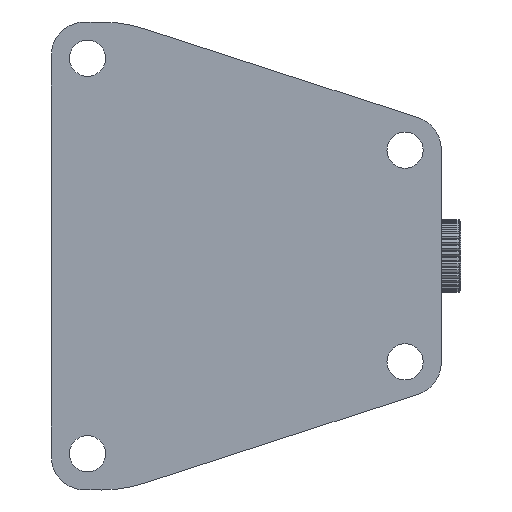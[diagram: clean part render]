
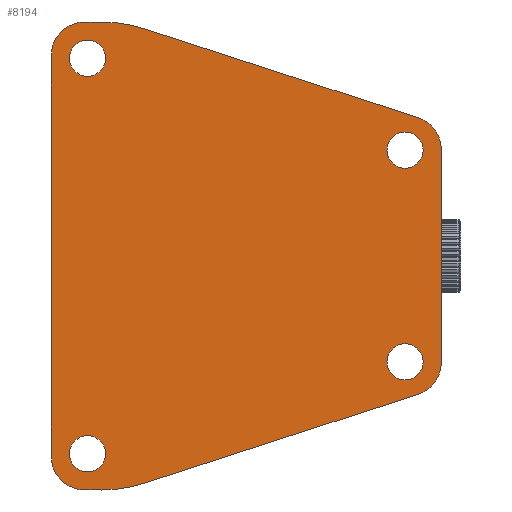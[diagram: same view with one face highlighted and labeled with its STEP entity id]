
A CAD part, left-side view. The second image highlights one B-rep face of the part: STEP entity #8194.
In plain terms, the highlighted planar face has unit normal (-1, 0, 0).
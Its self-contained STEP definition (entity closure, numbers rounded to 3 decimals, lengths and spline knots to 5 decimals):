
#45=FACE_BOUND('',#1615,.T.);
#46=FACE_BOUND('',#1616,.T.);
#47=FACE_BOUND('',#1617,.T.);
#48=FACE_BOUND('',#1618,.T.);
#302=CIRCLE('',#8753,0.00325);
#303=CIRCLE('',#8754,0.00325);
#304=CIRCLE('',#8756,0.006);
#305=CIRCLE('',#8757,0.025);
#306=CIRCLE('',#8758,0.006);
#307=CIRCLE('',#8759,0.006);
#308=CIRCLE('',#8760,0.025);
#309=CIRCLE('',#8761,0.006);
#310=CIRCLE('',#8762,0.00325);
#311=CIRCLE('',#8763,0.00325);
#312=CIRCLE('',#8764,0.00325);
#313=CIRCLE('',#8765,0.00325);
#314=CIRCLE('',#8766,0.00325);
#315=CIRCLE('',#8767,0.00325);
#1108=FACE_OUTER_BOUND('',#1614,.T.);
#1614=EDGE_LOOP('',(#5206,#5207,#5208,#5209,#5210,#5211,#5212,#5213,#5214,
#5215,#5216,#5217,#5218,#5219));
#1615=EDGE_LOOP('',(#5220,#5221));
#1616=EDGE_LOOP('',(#5222,#5223));
#1617=EDGE_LOOP('',(#5224,#5225));
#1618=EDGE_LOOP('',(#5226,#5227));
#2209=LINE('',#21668,#2655);
#2210=LINE('',#21670,#2656);
#2211=LINE('',#21674,#2657);
#2212=LINE('',#21678,#2658);
#2213=LINE('',#21682,#2659);
#2214=LINE('',#21686,#2660);
#2215=LINE('',#21690,#2661);
#2216=LINE('',#21693,#2662);
#2655=VECTOR('',#9733,1.);
#2656=VECTOR('',#9734,1.);
#2657=VECTOR('',#9737,1.);
#2658=VECTOR('',#9740,1.);
#2659=VECTOR('',#9743,1.);
#2660=VECTOR('',#9746,1.);
#2661=VECTOR('',#9749,1.);
#2662=VECTOR('',#9752,1.);
#3191=VERTEX_POINT('',#21660);
#3192=VERTEX_POINT('',#21661);
#3193=VERTEX_POINT('',#21666);
#3194=VERTEX_POINT('',#21667);
#3195=VERTEX_POINT('',#21669);
#3196=VERTEX_POINT('',#21671);
#3197=VERTEX_POINT('',#21673);
#3198=VERTEX_POINT('',#21675);
#3199=VERTEX_POINT('',#21677);
#3200=VERTEX_POINT('',#21679);
#3201=VERTEX_POINT('',#21681);
#3202=VERTEX_POINT('',#21683);
#3203=VERTEX_POINT('',#21685);
#3204=VERTEX_POINT('',#21687);
#3205=VERTEX_POINT('',#21689);
#3206=VERTEX_POINT('',#21691);
#3207=VERTEX_POINT('',#21694);
#3208=VERTEX_POINT('',#21695);
#3209=VERTEX_POINT('',#21698);
#3210=VERTEX_POINT('',#21699);
#3211=VERTEX_POINT('',#21702);
#3212=VERTEX_POINT('',#21703);
#3955=EDGE_CURVE('',#3191,#3192,#302,.T.);
#3957=EDGE_CURVE('',#3192,#3191,#303,.T.);
#3958=EDGE_CURVE('',#3193,#3194,#2209,.T.);
#3959=EDGE_CURVE('',#3195,#3194,#2210,.T.);
#3960=EDGE_CURVE('',#3196,#3195,#304,.T.);
#3961=EDGE_CURVE('',#3197,#3196,#2211,.T.);
#3962=EDGE_CURVE('',#3198,#3197,#305,.T.);
#3963=EDGE_CURVE('',#3199,#3198,#2212,.T.);
#3964=EDGE_CURVE('',#3200,#3199,#306,.T.);
#3965=EDGE_CURVE('',#3201,#3200,#2213,.T.);
#3966=EDGE_CURVE('',#3201,#3202,#307,.T.);
#3967=EDGE_CURVE('',#3202,#3203,#2214,.T.);
#3968=EDGE_CURVE('',#3203,#3204,#308,.T.);
#3969=EDGE_CURVE('',#3204,#3205,#2215,.T.);
#3970=EDGE_CURVE('',#3205,#3206,#309,.T.);
#3971=EDGE_CURVE('',#3206,#3193,#2216,.T.);
#3972=EDGE_CURVE('',#3207,#3208,#310,.T.);
#3973=EDGE_CURVE('',#3208,#3207,#311,.T.);
#3974=EDGE_CURVE('',#3209,#3210,#312,.T.);
#3975=EDGE_CURVE('',#3210,#3209,#313,.T.);
#3976=EDGE_CURVE('',#3211,#3212,#314,.T.);
#3977=EDGE_CURVE('',#3212,#3211,#315,.T.);
#5206=ORIENTED_EDGE('',*,*,#3958,.T.);
#5207=ORIENTED_EDGE('',*,*,#3959,.F.);
#5208=ORIENTED_EDGE('',*,*,#3960,.F.);
#5209=ORIENTED_EDGE('',*,*,#3961,.F.);
#5210=ORIENTED_EDGE('',*,*,#3962,.F.);
#5211=ORIENTED_EDGE('',*,*,#3963,.F.);
#5212=ORIENTED_EDGE('',*,*,#3964,.F.);
#5213=ORIENTED_EDGE('',*,*,#3965,.F.);
#5214=ORIENTED_EDGE('',*,*,#3966,.T.);
#5215=ORIENTED_EDGE('',*,*,#3967,.T.);
#5216=ORIENTED_EDGE('',*,*,#3968,.T.);
#5217=ORIENTED_EDGE('',*,*,#3969,.T.);
#5218=ORIENTED_EDGE('',*,*,#3970,.T.);
#5219=ORIENTED_EDGE('',*,*,#3971,.T.);
#5220=ORIENTED_EDGE('',*,*,#3972,.F.);
#5221=ORIENTED_EDGE('',*,*,#3973,.F.);
#5222=ORIENTED_EDGE('',*,*,#3955,.F.);
#5223=ORIENTED_EDGE('',*,*,#3957,.F.);
#5224=ORIENTED_EDGE('',*,*,#3974,.T.);
#5225=ORIENTED_EDGE('',*,*,#3975,.T.);
#5226=ORIENTED_EDGE('',*,*,#3976,.T.);
#5227=ORIENTED_EDGE('',*,*,#3977,.T.);
#7483=PLANE('',#8755);
#8194=ADVANCED_FACE('',(#1108,#45,#46,#47,#48),#7483,.F.);
#8753=AXIS2_PLACEMENT_3D('',#21662,#9726,#9727);
#8754=AXIS2_PLACEMENT_3D('',#21664,#9729,#9730);
#8755=AXIS2_PLACEMENT_3D('',#21665,#9731,#9732);
#8756=AXIS2_PLACEMENT_3D('',#21672,#9735,#9736);
#8757=AXIS2_PLACEMENT_3D('',#21676,#9738,#9739);
#8758=AXIS2_PLACEMENT_3D('',#21680,#9741,#9742);
#8759=AXIS2_PLACEMENT_3D('',#21684,#9744,#9745);
#8760=AXIS2_PLACEMENT_3D('',#21688,#9747,#9748);
#8761=AXIS2_PLACEMENT_3D('',#21692,#9750,#9751);
#8762=AXIS2_PLACEMENT_3D('',#21696,#9753,#9754);
#8763=AXIS2_PLACEMENT_3D('',#21697,#9755,#9756);
#8764=AXIS2_PLACEMENT_3D('',#21700,#9757,#9758);
#8765=AXIS2_PLACEMENT_3D('',#21701,#9759,#9760);
#8766=AXIS2_PLACEMENT_3D('',#21704,#9761,#9762);
#8767=AXIS2_PLACEMENT_3D('',#21705,#9763,#9764);
#9726=DIRECTION('center_axis',(-1.,0.,0.));
#9727=DIRECTION('ref_axis',(0.,-1.,0.));
#9729=DIRECTION('center_axis',(-1.,0.,0.));
#9730=DIRECTION('ref_axis',(0.,-1.,0.));
#9731=DIRECTION('center_axis',(1.,0.,0.));
#9732=DIRECTION('ref_axis',(0.,0.,-1.));
#9733=DIRECTION('',(0.,0.,-1.));
#9734=DIRECTION('',(0.,0.,1.));
#9735=DIRECTION('center_axis',(1.,0.,0.));
#9736=DIRECTION('ref_axis',(0.,-0.707,0.707));
#9737=DIRECTION('',(0.,1.,0.));
#9738=DIRECTION('center_axis',(1.,0.,0.));
#9739=DIRECTION('ref_axis',(0.,0.156,0.988));
#9740=DIRECTION('',(0.,0.951,-0.309));
#9741=DIRECTION('center_axis',(1.,0.,0.));
#9742=DIRECTION('ref_axis',(0.,0.809,0.588));
#9743=DIRECTION('',(0.,0.,-1.));
#9744=DIRECTION('center_axis',(-1.,0.,0.));
#9745=DIRECTION('ref_axis',(0.,0.809,-0.588));
#9746=DIRECTION('',(0.,0.951,0.309));
#9747=DIRECTION('center_axis',(-1.,0.,0.));
#9748=DIRECTION('ref_axis',(0.,0.156,-0.988));
#9749=DIRECTION('',(0.,1.,0.));
#9750=DIRECTION('center_axis',(-1.,0.,0.));
#9751=DIRECTION('ref_axis',(0.,-0.707,-0.707));
#9752=DIRECTION('',(0.,0.,-1.));
#9753=DIRECTION('center_axis',(-1.,0.,0.));
#9754=DIRECTION('ref_axis',(0.,-1.,0.));
#9755=DIRECTION('center_axis',(-1.,0.,0.));
#9756=DIRECTION('ref_axis',(0.,-1.,0.));
#9757=DIRECTION('center_axis',(1.,0.,0.));
#9758=DIRECTION('ref_axis',(0.,-0.588,-0.809));
#9759=DIRECTION('center_axis',(1.,0.,0.));
#9760=DIRECTION('ref_axis',(0.,-0.588,-0.809));
#9761=DIRECTION('center_axis',(1.,0.,0.));
#9762=DIRECTION('ref_axis',(0.,-0.588,-0.809));
#9763=DIRECTION('center_axis',(1.,0.,0.));
#9764=DIRECTION('ref_axis',(0.,-0.588,-0.809));
#21660=CARTESIAN_POINT('',(0.,-0.007,-0.03225));
#21661=CARTESIAN_POINT('',(0.,-0.00375,-0.0355));
#21662=CARTESIAN_POINT('Origin',(0.,-0.007,-0.0355));
#21664=CARTESIAN_POINT('Origin',(0.,-0.007,-0.0355));
#21665=CARTESIAN_POINT('Origin',(0.,-0.05233,-0.01994));
#21666=CARTESIAN_POINT('',(0.,-0.0005,0.0285));
#21667=CARTESIAN_POINT('',(0.,-0.0005,-0.0285));
#21668=CARTESIAN_POINT('',(0.,-0.0005,-0.0065));
#21669=CARTESIAN_POINT('',(0.,-0.0005,-0.036));
#21670=CARTESIAN_POINT('',(0.,-0.0005,0.036));
#21671=CARTESIAN_POINT('',(0.,-0.0065,-0.042));
#21672=CARTESIAN_POINT('Origin',(0.,-0.0065,-0.036));
#21673=CARTESIAN_POINT('',(0.,-0.00954,-0.042));
#21674=CARTESIAN_POINT('',(0.,-0.0065,-0.042));
#21675=CARTESIAN_POINT('',(0.,-0.01727,-0.04078));
#21676=CARTESIAN_POINT('Origin',(0.,-0.00954,-0.017));
#21677=CARTESIAN_POINT('',(0.,-0.06635,-0.02483));
#21678=CARTESIAN_POINT('',(0.,-0.01727,-0.04078));
#21679=CARTESIAN_POINT('',(0.,-0.0705,-0.01912));
#21680=CARTESIAN_POINT('Origin',(0.,-0.0645,-0.01912));
#21681=CARTESIAN_POINT('',(0.,-0.0705,0.01912));
#21682=CARTESIAN_POINT('',(0.,-0.0705,-0.01912));
#21683=CARTESIAN_POINT('',(0.,-0.06635,0.02483));
#21684=CARTESIAN_POINT('Origin',(0.,-0.0645,0.01912));
#21685=CARTESIAN_POINT('',(0.,-0.01727,0.04078));
#21686=CARTESIAN_POINT('',(0.,-0.01727,0.04078));
#21687=CARTESIAN_POINT('',(0.,-0.00954,0.042));
#21688=CARTESIAN_POINT('Origin',(0.,-0.00954,0.017));
#21689=CARTESIAN_POINT('',(0.,-0.0065,0.042));
#21690=CARTESIAN_POINT('',(0.,-0.0065,0.042));
#21691=CARTESIAN_POINT('',(0.,-0.0005,0.036));
#21692=CARTESIAN_POINT('Origin',(0.,-0.0065,0.036));
#21693=CARTESIAN_POINT('',(0.,-0.0005,-0.036));
#21694=CARTESIAN_POINT('',(0.,-0.064,-0.01575));
#21695=CARTESIAN_POINT('',(0.,-0.06075,-0.019));
#21696=CARTESIAN_POINT('Origin',(0.,-0.064,-0.019));
#21697=CARTESIAN_POINT('Origin',(0.,-0.064,-0.019));
#21698=CARTESIAN_POINT('',(0.,-0.007,0.03225));
#21699=CARTESIAN_POINT('',(0.,-0.00375,0.0355));
#21700=CARTESIAN_POINT('Origin',(0.,-0.007,0.0355));
#21701=CARTESIAN_POINT('Origin',(0.,-0.007,0.0355));
#21702=CARTESIAN_POINT('',(0.,-0.064,0.01575));
#21703=CARTESIAN_POINT('',(0.,-0.06075,0.019));
#21704=CARTESIAN_POINT('Origin',(0.,-0.064,0.019));
#21705=CARTESIAN_POINT('Origin',(0.,-0.064,0.019));
